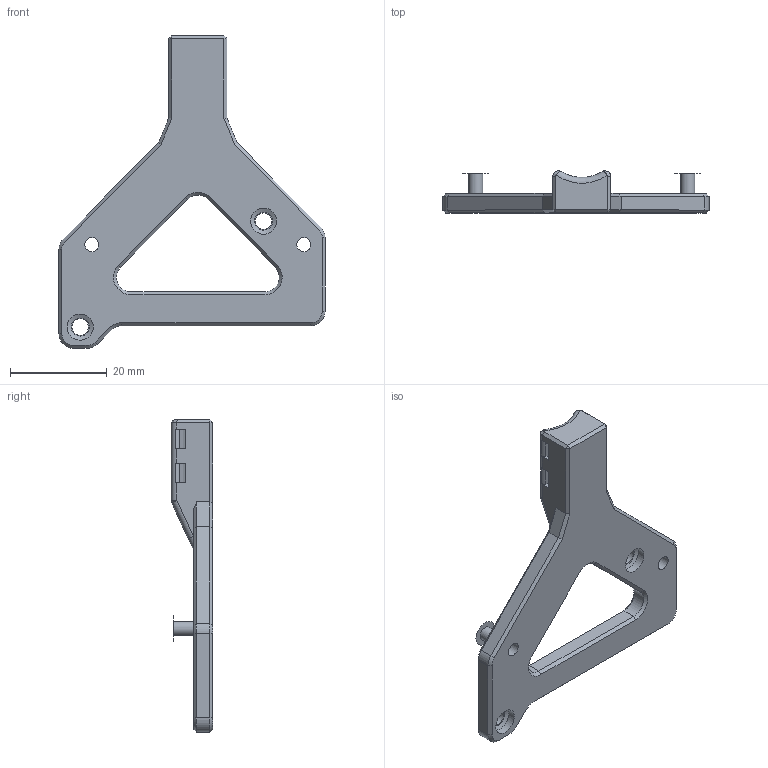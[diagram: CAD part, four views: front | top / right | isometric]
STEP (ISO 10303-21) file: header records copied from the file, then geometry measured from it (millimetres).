
FILE_DESCRIPTION(/* description */ (''),/* implementation_level */ '2;1');
FILE_NAME(/* name */ 'orbiter-v2-ebb36-carrier.step',/* time_stamp */ '2024-09-16T10:44:44+02:00',/* author */ (''),/* organization */ (''),/* preprocessor_version */ 'ST-DEVELOPER v20',/* originating_system */ 'Autodesk Translation Framework v13.14.0.145',/* authorisation */ '');
FILE_SCHEMA (('AUTOMOTIVE_DESIGN { 1 0 10303 214 3 1 1 }'));
Length unit declared in the file: millimetre
Products named in the file (1): orbiter-v2-ebb36-carrier
Bounding box: 55.06 x 8.64 x 64.69 mm (x, y, z)
Volume: 7240.4 mm3; surface area: 4973.3 mm2
Topology: 1 solids, 1 shells, 118 faces, 288 edges, 172 vertices
Faces by surface type: plane 57, cylinder 31, cone 22, bspline 3, torus 3, sphere 2
Full cylindrical faces by diameter (mm): 2.9 x2, 3.4 x2, 5.4 x2
Entity records: 3741 total; most frequent: CARTESIAN_POINT 869, DIRECTION 610, ORIENTED_EDGE 576, EDGE_CURVE 288, AXIS2_PLACEMENT_3D 216, LINE 178, VECTOR 178, VERTEX_POINT 172
